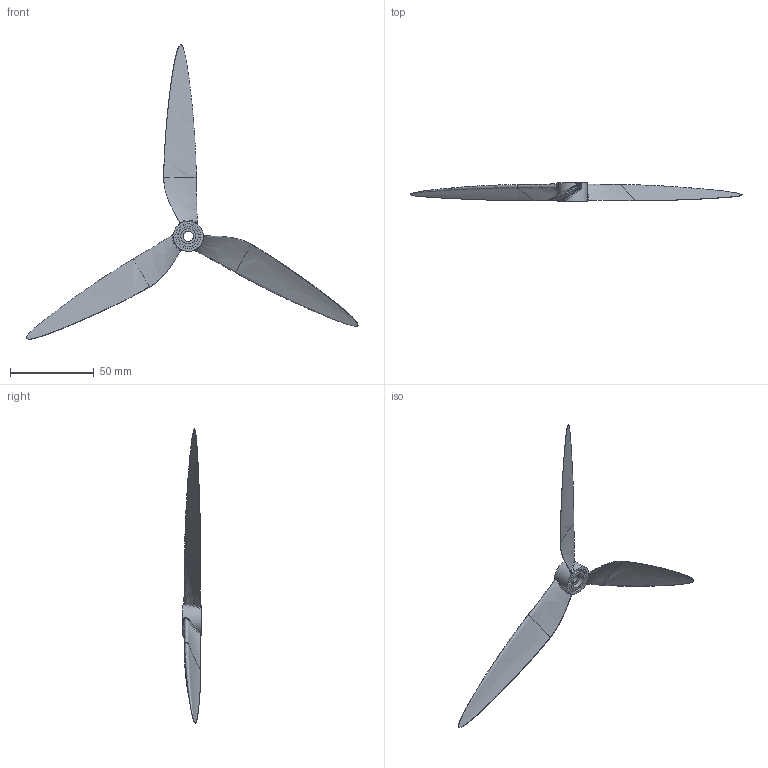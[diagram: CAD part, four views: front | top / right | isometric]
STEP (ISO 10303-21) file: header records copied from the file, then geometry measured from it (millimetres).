
FILE_DESCRIPTION(('CAx-IF Rec.Pracs.---Model Styling and Organization---1.5---2016-08-15','CAx-IF Rec.Pracs.---Geometric and Assembly Validation Properties---4.4---2016-08-17','CAx-IF Rec.Pracs.---User Defined Attributes---1.5---2016-08-15','CAx-IF Rec.Pracs.---External References---2.1---2005-01-19'),'2;1');
FILE_NAME('FAB_PROPELLER - 9x4.5 CCW.stp','2023-11-02T04:04:08',('Unspecified'),('Unspecified'),'CAD Exchanger 3.17.0 (cadexchanger.com)','Unspecified','');
FILE_SCHEMA(('AP242_MANAGED_MODEL_BASED_3D_ENGINEERING_MIM_LF { 1 0 10303 442 1 1 4 }'));
Length unit declared in the file: millimetre
Products named in the file (1): FAB_PROPELLER - 9x4.5 CCW
Bounding box: 198.03 x 11 x 175.75 mm (x, y, z)
Volume: 7271.3 mm3; surface area: 12442 mm2
Topology: 1 solids, 1 shells, 56 faces, 160 edges, 110 vertices
Faces by surface type: plane 21, bspline 18, cylinder 17
Full cylindrical faces by diameter (mm): 6 x1, 9 x1
Entity records: 8892 total; most frequent: CARTESIAN_POINT 7063, ORIENTED_EDGE 314, DIRECTION 251, EDGE_CURVE 157, VERTEX_POINT 110, AXIS2_PLACEMENT_3D 100, FACE_BOUND 65, EDGE_LOOP 65
